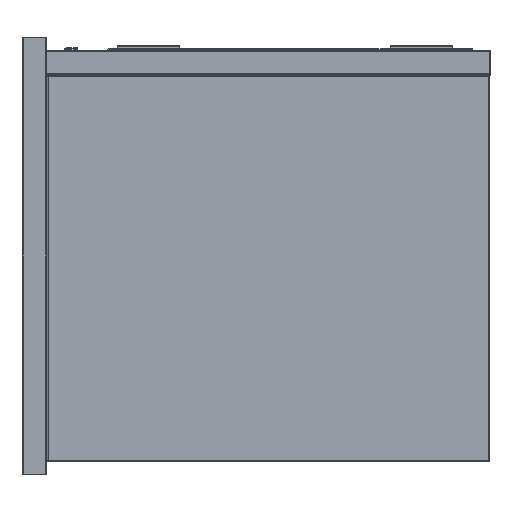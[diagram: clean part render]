
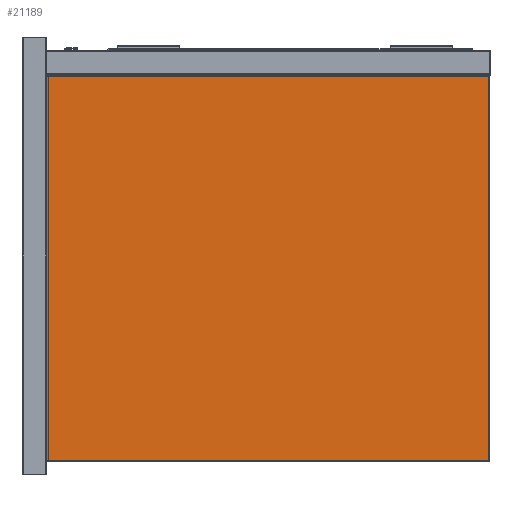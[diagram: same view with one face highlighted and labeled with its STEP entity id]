
A CAD part, left-side view. The second image highlights one B-rep face of the part: STEP entity #21189.
In plain terms, the highlighted planar face has unit normal (-1, 0, 0).
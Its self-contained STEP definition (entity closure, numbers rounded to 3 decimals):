
#385 = AXIS2_PLACEMENT_3D ( 'NONE', #16249, #13825, #11741 ) ;
#639 = PLANE ( 'NONE',  #385 ) ;
#1175 = EDGE_CURVE ( 'NONE', #15635, #6286, #21492, .T. ) ;
#2072 = DIRECTION ( 'NONE',  ( 0., -1., 0. ) ) ;
#4476 = VECTOR ( 'NONE', #2072, 1000. ) ;
#5033 = CARTESIAN_POINT ( 'NONE',  ( -270., 353., -658. ) ) ;
#6286 = VERTEX_POINT ( 'NONE', #5033 ) ;
#6334 = CARTESIAN_POINT ( 'NONE',  ( -270., 355., -42. ) ) ;
#6564 = VERTEX_POINT ( 'NONE', #29970 ) ;
#6813 = VERTEX_POINT ( 'NONE', #21608 ) ;
#8129 = EDGE_CURVE ( 'NONE', #6286, #6564, #12463, .T. ) ;
#8209 = EDGE_CURVE ( 'NONE', #6564, #6813, #31138, .T. ) ;
#9225 = ORIENTED_EDGE ( 'NONE', *, *, #8129, .T. ) ;
#9648 = DIRECTION ( 'NONE',  ( 0., 1., 0. ) ) ;
#10260 = EDGE_LOOP ( 'NONE', ( #21885, #16493, #28953, #9225 ) ) ;
#11741 = DIRECTION ( 'NONE',  ( 0., 0., 1. ) ) ;
#12305 = VECTOR ( 'NONE', #27159, 1000. ) ;
#12463 = LINE ( 'NONE', #28719, #4476 ) ;
#12494 = VECTOR ( 'NONE', #9648, 1000. ) ;
#12609 = EDGE_CURVE ( 'NONE', #6813, #15635, #33353, .T. ) ;
#13825 = DIRECTION ( 'NONE',  ( -1., 0., 0. ) ) ;
#15635 = VERTEX_POINT ( 'NONE', #16267 ) ;
#16249 = CARTESIAN_POINT ( 'NONE',  ( -270., -355., -660. ) ) ;
#16267 = CARTESIAN_POINT ( 'NONE',  ( -270., 353., -42. ) ) ;
#16493 = ORIENTED_EDGE ( 'NONE', *, *, #12609, .T. ) ;
#16609 = CARTESIAN_POINT ( 'NONE',  ( -270., -353., -660. ) ) ;
#20995 = CARTESIAN_POINT ( 'NONE',  ( -270., 353., -660. ) ) ;
#21189 = ADVANCED_FACE ( 'Fl�che7', ( #27483 ), #639, .T. ) ;
#21492 = LINE ( 'NONE', #20995, #26042 ) ;
#21608 = CARTESIAN_POINT ( 'NONE',  ( -270., -353., -42. ) ) ;
#21885 = ORIENTED_EDGE ( 'NONE', *, *, #8209, .T. ) ;
#26042 = VECTOR ( 'NONE', #31535, 1000. ) ;
#27159 = DIRECTION ( 'NONE',  ( 0., 0., 1. ) ) ;
#27483 = FACE_OUTER_BOUND ( 'NONE', #10260, .T. ) ;
#28719 = CARTESIAN_POINT ( 'NONE',  ( -270., -355., -658. ) ) ;
#28953 = ORIENTED_EDGE ( 'NONE', *, *, #1175, .T. ) ;
#29970 = CARTESIAN_POINT ( 'NONE',  ( -270., -353., -658. ) ) ;
#31138 = LINE ( 'NONE', #16609, #12305 ) ;
#31535 = DIRECTION ( 'NONE',  ( 0., 0., -1. ) ) ;
#33353 = LINE ( 'NONE', #6334, #12494 ) ;
